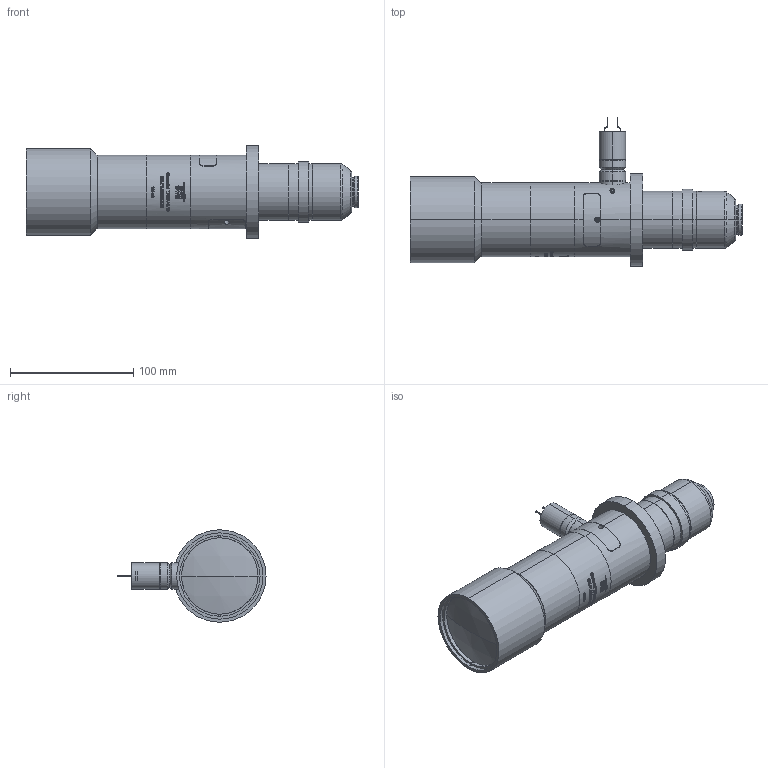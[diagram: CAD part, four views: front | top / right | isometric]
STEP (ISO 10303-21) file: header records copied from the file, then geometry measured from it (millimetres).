
FILE_DESCRIPTION (( 'STEP AP203' ), '1' );
FILE_NAME ('S5LPL1223_LED_01.STEP', '2022-03-03T10:17:07', ( '' ), ( '' ), 'SwSTEP 2.0', 'SolidWorks 2021', '' );
FILE_SCHEMA (( 'CONFIG_CONTROL_DESIGN' ));
Length unit declared in the file: millimetre
Products named in the file (38): 100007; S0DIF1363; S5MEC0010; 134316; 097108; 518001_kleiner Deckel; DIN 912 M2 x 10 --- 10N_DIN 912 M2 x 10 --- 10N; 134330; 473401; O-Ring 15x1; S5LAO2935; 460502_S5LPL1223-LED; S5ELE1365; 163501; DIN 912 M2 x 4 --- 4N_DIN 912 M2 x 4 --- 4N; 473402; 518002; 518003; S5LED0011; 473405; 134301; 198307; 134317; S5FIL0201; 053710; 134319; S5LDX1024; DIN 913 - M3 x 3-N_DIN 913 - M3 x 3-N; 518004_Kleiner; 236908; 100006; S5LAO1204__078; S5LPL1223_LED_01; DIN 914 - M3 x 4-N_DIN 914 - M3 x 4-N; Anschlußkabel 300 mm^134301; 134318; 473403; S5LMN2935
Assembly tree (40 placements, depth 4):
  S5LPL1223_LED_01
    S5LAO1204__078
      S5LDX1024
    100006
    100007
    198307
    460502_S5LPL1223-LED
    518001_kleiner Deckel
      518002
      518003
      518004_Kleiner
      O-Ring 15x1
      DIN 912 M2 x 10 --- 10N_DIN 912 M2 x 10 --- 10N
      DIN 912 M2 x 4 --- 4N_DIN 912 M2 x 4 --- 4N  x2
      DIN 914 - M3 x 4-N_DIN 914 - M3 x 4-N
    097108
    473401
      S5LAO2935
        S5LMN2935
      473402
      473403
      473405
      236908
      S5MEC0010
      DIN 913 - M3 x 3-N_DIN 913 - M3 x 3-N
    163501
      134316  x2
      S0DIF1363
      S5FIL0201
      134301
        134317
        134319
        134330
        S5ELE1365
        S5LED0011
        Anschlußkabel 300 mm^134301  x2
      053710
      134318
Bounding box: 269.24 x 120.13 x 75 mm (x, y, z)
Volume: 346608.7 mm3; surface area: 168192 mm2
Topology: 34 solids, 34 shells, 1544 faces, 3725 edges, 2359 vertices
Faces by surface type: plane 443, cylinder 415, bspline 373, cone 180, torus 124, sphere 9
Entity records: 86802 total; most frequent: CARTESIAN_POINT 50782, ORIENTED_EDGE 7070, DIRECTION 5801, EDGE_CURVE 3535, AXIS2_PLACEMENT_3D 2361, VERTEX_POINT 2255, EDGE_LOOP 1644, FACE_OUTER_BOUND 1462
